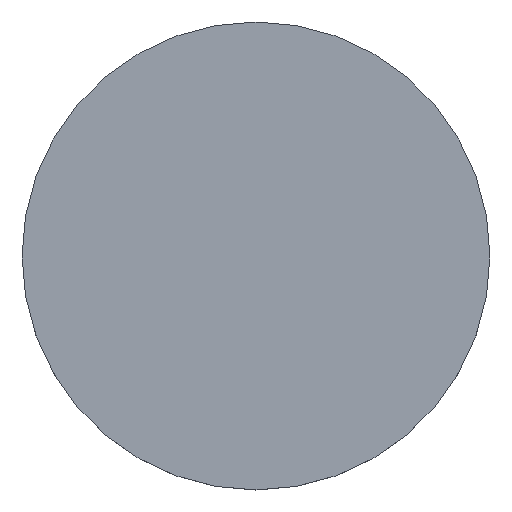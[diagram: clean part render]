
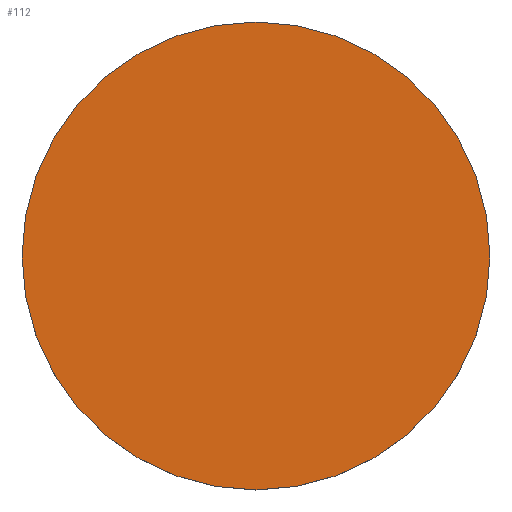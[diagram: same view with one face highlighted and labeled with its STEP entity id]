
A CAD part, top view. The second image highlights one B-rep face of the part: STEP entity #112.
In plain terms, the highlighted planar face has unit normal (0, 0, 1).
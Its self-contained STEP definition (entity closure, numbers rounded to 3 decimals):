
#3 = VERTEX_POINT ( 'NONE', #7 ) ;
#7 = CARTESIAN_POINT ( 'NONE',  ( 19.05, 0., 1.5 ) ) ;
#9 = EDGE_CURVE ( 'NONE', #174, #3, #134, .T. ) ;
#10 = DIRECTION ( 'NONE',  ( 1., 0., 0. ) ) ;
#17 = AXIS2_PLACEMENT_3D ( 'NONE', #22, #113, #35 ) ;
#18 = CIRCLE ( 'NONE', #105, 19.05 ) ;
#22 = CARTESIAN_POINT ( 'NONE',  ( 0., 0., 1.5 ) ) ;
#35 = DIRECTION ( 'NONE',  ( 1., 0., 0. ) ) ;
#38 = AXIS2_PLACEMENT_3D ( 'NONE', #70, #144, #10 ) ;
#55 = DIRECTION ( 'NONE',  ( 1., 0., 0. ) ) ;
#56 = EDGE_LOOP ( 'NONE', ( #168, #102 ) ) ;
#70 = CARTESIAN_POINT ( 'NONE',  ( 0., 0., 1.5 ) ) ;
#81 = DIRECTION ( 'NONE',  ( 0., 0., 1. ) ) ;
#97 = EDGE_CURVE ( 'NONE', #3, #174, #18, .T. ) ;
#102 = ORIENTED_EDGE ( 'NONE', *, *, #97, .T. ) ;
#105 = AXIS2_PLACEMENT_3D ( 'NONE', #162, #81, #55 ) ;
#112 = ADVANCED_FACE ( 'NONE', ( #157 ), #158, .T. ) ;
#113 = DIRECTION ( 'NONE',  ( 0., 0., 1. ) ) ;
#124 = CARTESIAN_POINT ( 'NONE',  ( -19.05, 0., 1.5 ) ) ;
#134 = CIRCLE ( 'NONE', #17, 19.05 ) ;
#144 = DIRECTION ( 'NONE',  ( 0., 0., 1. ) ) ;
#157 = FACE_OUTER_BOUND ( 'NONE', #56, .T. ) ;
#158 = PLANE ( 'NONE',  #38 ) ;
#162 = CARTESIAN_POINT ( 'NONE',  ( 0., 0., 1.5 ) ) ;
#168 = ORIENTED_EDGE ( 'NONE', *, *, #9, .T. ) ;
#174 = VERTEX_POINT ( 'NONE', #124 ) ;
